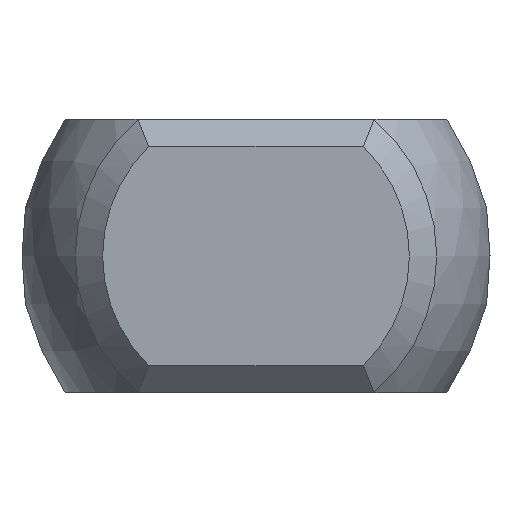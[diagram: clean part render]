
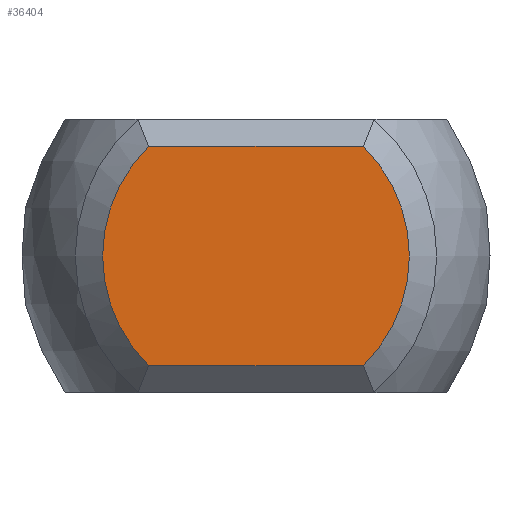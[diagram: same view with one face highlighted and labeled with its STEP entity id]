
A CAD part, left-side view. The second image highlights one B-rep face of the part: STEP entity #36404.
In plain terms, the highlighted planar face has unit normal (-1, 0, 0).
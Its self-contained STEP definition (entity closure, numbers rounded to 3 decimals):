
#33552 = PLANE('',#33553);
#33553 = AXIS2_PLACEMENT_3D('',#33554,#33555,#33556);
#33554 = CARTESIAN_POINT('',(-49.75,3.125,2.25));
#33555 = DIRECTION('',(0.707,0.,-0.707));
#33556 = DIRECTION('',(-0.707,0.,-0.707));
#35753 = EDGE_CURVE('',#35754,#35756,#35758,.T.);
#35754 = VERTEX_POINT('',#35755);
#35755 = CARTESIAN_POINT('',(-50.,-1.96,-2.));
#35756 = VERTEX_POINT('',#35757);
#35757 = CARTESIAN_POINT('',(-50.,-1.96,2.));
#35758 = SURFACE_CURVE('',#35759,(#35764,#35776),.PCURVE_S1.);
#35759 = CIRCLE('',#35760,2.8);
#35760 = AXIS2_PLACEMENT_3D('',#35761,#35762,#35763);
#35761 = CARTESIAN_POINT('',(-50.,0.,0.));
#35762 = DIRECTION('',(-1.,0.,0.));
#35763 = DIRECTION('',(0.,-1.,0.));
#35764 = PCURVE('',#35765,#35770);
#35765 = CONICAL_SURFACE('',#35766,3.05,0.785);
#35766 = AXIS2_PLACEMENT_3D('',#35767,#35768,#35769);
#35767 = CARTESIAN_POINT('',(-49.75,0.,0.));
#35768 = DIRECTION('',(1.,0.,0.));
#35769 = DIRECTION('',(0.,-1.,0.));
#35770 = DEFINITIONAL_REPRESENTATION('',(#35771),#35775);
#35771 = LINE('',#35772,#35773);
#35772 = CARTESIAN_POINT('',(6.283,-0.25));
#35773 = VECTOR('',#35774,1.);
#35774 = DIRECTION('',(-1.,0.));
#35775 = ( GEOMETRIC_REPRESENTATION_CONTEXT(2) 
PARAMETRIC_REPRESENTATION_CONTEXT() REPRESENTATION_CONTEXT('2D SPACE',''
  ) );
#35776 = PCURVE('',#35777,#35782);
#35777 = PLANE('',#35778);
#35778 = AXIS2_PLACEMENT_3D('',#35779,#35780,#35781);
#35779 = CARTESIAN_POINT('',(-50.,0.,0.));
#35780 = DIRECTION('',(1.,0.,0.));
#35781 = DIRECTION('',(0.,0.,-1.));
#35782 = DEFINITIONAL_REPRESENTATION('',(#35783),#35791);
#35783 = ( BOUNDED_CURVE() B_SPLINE_CURVE(2,(#35784,#35785,#35786,#35787
    ,#35788,#35789,#35790),.UNSPECIFIED.,.T.,.F.) 
B_SPLINE_CURVE_WITH_KNOTS((1,2,2,2,2,1),(-2.094,0.,
    2.094,4.189,6.283,8.378),
.UNSPECIFIED.) CURVE() GEOMETRIC_REPRESENTATION_ITEM() 
RATIONAL_B_SPLINE_CURVE((1.,0.5,1.,0.5,1.,0.5,1.)) REPRESENTATION_ITEM(
  '') );
#35784 = CARTESIAN_POINT('',(0.,-2.8));
#35785 = CARTESIAN_POINT('',(-4.85,-2.8));
#35786 = CARTESIAN_POINT('',(-2.425,1.4));
#35787 = CARTESIAN_POINT('',(0.,5.6));
#35788 = CARTESIAN_POINT('',(2.425,1.4));
#35789 = CARTESIAN_POINT('',(4.85,-2.8));
#35790 = CARTESIAN_POINT('',(0.,-2.8));
#35791 = ( GEOMETRIC_REPRESENTATION_CONTEXT(2) 
PARAMETRIC_REPRESENTATION_CONTEXT() REPRESENTATION_CONTEXT('2D SPACE',''
  ) );
#35809 = PLANE('',#35810);
#35810 = AXIS2_PLACEMENT_3D('',#35811,#35812,#35813);
#35811 = CARTESIAN_POINT('',(-49.75,-3.125,-2.25));
#35812 = DIRECTION('',(0.707,0.,0.707)
  );
#35813 = DIRECTION('',(0.707,0.,-0.707));
#35869 = EDGE_CURVE('',#35756,#35870,#35872,.T.);
#35870 = VERTEX_POINT('',#35871);
#35871 = CARTESIAN_POINT('',(-50.,1.96,2.));
#35872 = SURFACE_CURVE('',#35873,(#35877,#35884),.PCURVE_S1.);
#35873 = LINE('',#35874,#35875);
#35874 = CARTESIAN_POINT('',(-50.,3.125,2.));
#35875 = VECTOR('',#35876,1.);
#35876 = DIRECTION('',(0.,1.,0.));
#35877 = PCURVE('',#33552,#35878);
#35878 = DEFINITIONAL_REPRESENTATION('',(#35879),#35883);
#35879 = LINE('',#35880,#35881);
#35880 = CARTESIAN_POINT('',(0.354,0.));
#35881 = VECTOR('',#35882,1.);
#35882 = DIRECTION('',(0.,1.));
#35883 = ( GEOMETRIC_REPRESENTATION_CONTEXT(2) 
PARAMETRIC_REPRESENTATION_CONTEXT() REPRESENTATION_CONTEXT('2D SPACE',''
  ) );
#35884 = PCURVE('',#35777,#35885);
#35885 = DEFINITIONAL_REPRESENTATION('',(#35886),#35890);
#35886 = LINE('',#35887,#35888);
#35887 = CARTESIAN_POINT('',(-2.,3.125));
#35888 = VECTOR('',#35889,1.);
#35889 = DIRECTION('',(0.,1.));
#35890 = ( GEOMETRIC_REPRESENTATION_CONTEXT(2) 
PARAMETRIC_REPRESENTATION_CONTEXT() REPRESENTATION_CONTEXT('2D SPACE',''
  ) );
#35910 = CONICAL_SURFACE('',#35911,3.05,0.785);
#35911 = AXIS2_PLACEMENT_3D('',#35912,#35913,#35914);
#35912 = CARTESIAN_POINT('',(-49.75,0.,0.));
#35913 = DIRECTION('',(1.,0.,0.));
#35914 = DIRECTION('',(-0.,1.,0.));
#35924 = EDGE_CURVE('',#35870,#35925,#35927,.T.);
#35925 = VERTEX_POINT('',#35926);
#35926 = CARTESIAN_POINT('',(-50.,1.96,-2.));
#35927 = SURFACE_CURVE('',#35928,(#35933,#35940),.PCURVE_S1.);
#35928 = CIRCLE('',#35929,2.8);
#35929 = AXIS2_PLACEMENT_3D('',#35930,#35931,#35932);
#35930 = CARTESIAN_POINT('',(-50.,0.,0.));
#35931 = DIRECTION('',(-1.,0.,0.));
#35932 = DIRECTION('',(0.,1.,0.));
#35933 = PCURVE('',#35910,#35934);
#35934 = DEFINITIONAL_REPRESENTATION('',(#35935),#35939);
#35935 = LINE('',#35936,#35937);
#35936 = CARTESIAN_POINT('',(12.566,-0.25));
#35937 = VECTOR('',#35938,1.);
#35938 = DIRECTION('',(-1.,0.));
#35939 = ( GEOMETRIC_REPRESENTATION_CONTEXT(2) 
PARAMETRIC_REPRESENTATION_CONTEXT() REPRESENTATION_CONTEXT('2D SPACE',''
  ) );
#35940 = PCURVE('',#35777,#35941);
#35941 = DEFINITIONAL_REPRESENTATION('',(#35942),#35950);
#35942 = ( BOUNDED_CURVE() B_SPLINE_CURVE(2,(#35943,#35944,#35945,#35946
    ,#35947,#35948,#35949),.UNSPECIFIED.,.T.,.F.) 
B_SPLINE_CURVE_WITH_KNOTS((1,2,2,2,2,1),(-2.094,0.,
    2.094,4.189,6.283,8.378),
.UNSPECIFIED.) CURVE() GEOMETRIC_REPRESENTATION_ITEM() 
RATIONAL_B_SPLINE_CURVE((1.,0.5,1.,0.5,1.,0.5,1.)) REPRESENTATION_ITEM(
  '') );
#35943 = CARTESIAN_POINT('',(0.,2.8));
#35944 = CARTESIAN_POINT('',(4.85,2.8));
#35945 = CARTESIAN_POINT('',(2.425,-1.4));
#35946 = CARTESIAN_POINT('',(0.,-5.6));
#35947 = CARTESIAN_POINT('',(-2.425,-1.4));
#35948 = CARTESIAN_POINT('',(-4.85,2.8));
#35949 = CARTESIAN_POINT('',(0.,2.8));
#35950 = ( GEOMETRIC_REPRESENTATION_CONTEXT(2) 
PARAMETRIC_REPRESENTATION_CONTEXT() REPRESENTATION_CONTEXT('2D SPACE',''
  ) );
#36024 = EDGE_CURVE('',#35925,#35754,#36025,.T.);
#36025 = SURFACE_CURVE('',#36026,(#36030,#36037),.PCURVE_S1.);
#36026 = LINE('',#36027,#36028);
#36027 = CARTESIAN_POINT('',(-50.,-3.125,-2.));
#36028 = VECTOR('',#36029,1.);
#36029 = DIRECTION('',(0.,-1.,0.));
#36030 = PCURVE('',#35809,#36031);
#36031 = DEFINITIONAL_REPRESENTATION('',(#36032),#36036);
#36032 = LINE('',#36033,#36034);
#36033 = CARTESIAN_POINT('',(-0.354,0.));
#36034 = VECTOR('',#36035,1.);
#36035 = DIRECTION('',(0.,-1.));
#36036 = ( GEOMETRIC_REPRESENTATION_CONTEXT(2) 
PARAMETRIC_REPRESENTATION_CONTEXT() REPRESENTATION_CONTEXT('2D SPACE',''
  ) );
#36037 = PCURVE('',#35777,#36038);
#36038 = DEFINITIONAL_REPRESENTATION('',(#36039),#36043);
#36039 = LINE('',#36040,#36041);
#36040 = CARTESIAN_POINT('',(2.,-3.125));
#36041 = VECTOR('',#36042,1.);
#36042 = DIRECTION('',(0.,-1.));
#36043 = ( GEOMETRIC_REPRESENTATION_CONTEXT(2) 
PARAMETRIC_REPRESENTATION_CONTEXT() REPRESENTATION_CONTEXT('2D SPACE',''
  ) );
#36404 = ADVANCED_FACE('',(#36405),#35777,.F.);
#36405 = FACE_BOUND('',#36406,.T.);
#36406 = EDGE_LOOP('',(#36407,#36408,#36409,#36410));
#36407 = ORIENTED_EDGE('',*,*,#35753,.T.);
#36408 = ORIENTED_EDGE('',*,*,#35869,.T.);
#36409 = ORIENTED_EDGE('',*,*,#35924,.T.);
#36410 = ORIENTED_EDGE('',*,*,#36024,.T.);
